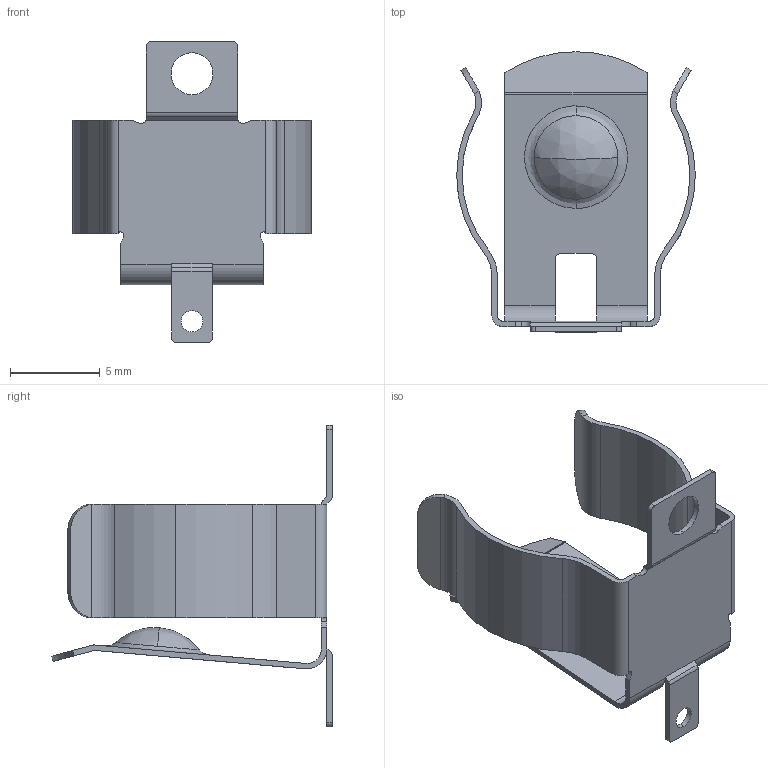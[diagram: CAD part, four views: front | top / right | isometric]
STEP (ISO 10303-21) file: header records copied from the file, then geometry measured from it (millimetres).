
FILE_DESCRIPTION (( 'STEP AP214' ), '1' );
FILE_NAME ('53TR.STEP', '2013-09-17T19:14:16', ( '' ), ( '' ), 'SwSTEP 2.0', 'SolidWorks 2013', '' );
FILE_SCHEMA (( 'AUTOMOTIVE_DESIGN' ));
Length unit declared in the file: inch
Products named in the file (1): 53TR
Bounding box: 13.31 x 15.64 x 16.8 mm (x, y, z)
Volume: 122.4 mm3; surface area: 853.1 mm2
Topology: 1 solids, 1 shells, 107 faces, 303 edges, 198 vertices
Faces by surface type: cylinder 56, plane 43, bspline 8
Entity records: 5118 total; most frequent: CARTESIAN_POINT 833, DIRECTION 617, ORIENTED_EDGE 606, EDGE_CURVE 303, AXIS2_PLACEMENT_3D 226, VERTEX_POINT 198, VECTOR 165, LINE 165
